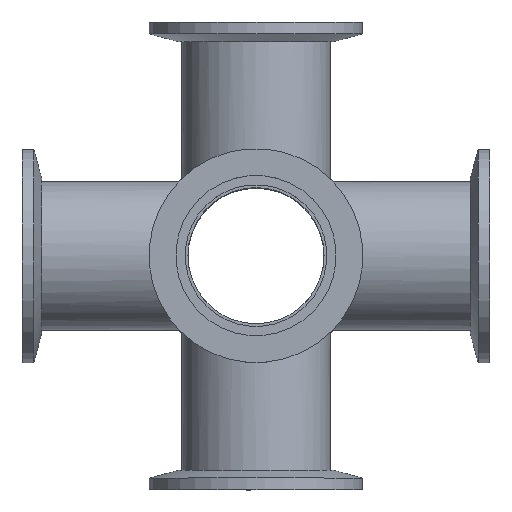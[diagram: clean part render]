
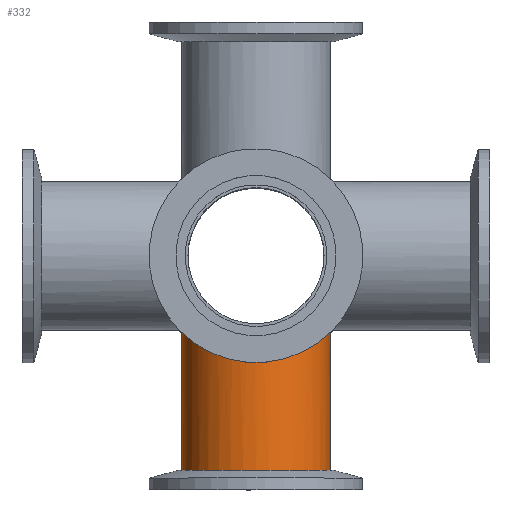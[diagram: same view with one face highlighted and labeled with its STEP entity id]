
A CAD part, top view. The second image highlights one B-rep face of the part: STEP entity #332.
In plain terms, the highlighted cylindrical face has radius 19.05 mm (diameter 38.1 mm), a full revolution.
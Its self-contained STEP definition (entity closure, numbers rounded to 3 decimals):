
#73=CIRCLE('',#409,19.05);
#93=CYLINDRICAL_SURFACE('',#408,19.05);
#101=FACE_OUTER_BOUND('',#117,.T.);
#117=EDGE_LOOP('',(#249,#250,#251,#252,#253,#254,#255,#256));
#140=LINE('',#619,#151);
#151=VECTOR('',#487,19.05);
#158=ELLIPSE('',#401,26.941,19.05);
#160=ELLIPSE('',#404,26.941,19.05);
#163=ELLIPSE('',#407,26.941,19.05);
#164=ELLIPSE('',#410,26.941,19.05);
#165=ELLIPSE('',#411,26.941,19.05);
#168=VERTEX_POINT('',#595);
#169=VERTEX_POINT('',#596);
#172=VERTEX_POINT('',#604);
#173=VERTEX_POINT('',#605);
#177=VERTEX_POINT('',#613);
#178=VERTEX_POINT('',#617);
#198=EDGE_CURVE('',#168,#169,#158,.T.);
#202=EDGE_CURVE('',#172,#173,#160,.T.);
#207=EDGE_CURVE('',#173,#177,#163,.T.);
#208=EDGE_CURVE('',#178,#178,#73,.T.);
#209=EDGE_CURVE('',#178,#173,#140,.T.);
#210=EDGE_CURVE('',#177,#168,#164,.T.);
#211=EDGE_CURVE('',#169,#172,#165,.T.);
#249=ORIENTED_EDGE('',*,*,#208,.F.);
#250=ORIENTED_EDGE('',*,*,#209,.T.);
#251=ORIENTED_EDGE('',*,*,#207,.T.);
#252=ORIENTED_EDGE('',*,*,#210,.T.);
#253=ORIENTED_EDGE('',*,*,#198,.T.);
#254=ORIENTED_EDGE('',*,*,#211,.T.);
#255=ORIENTED_EDGE('',*,*,#202,.T.);
#256=ORIENTED_EDGE('',*,*,#209,.F.);
#332=ADVANCED_FACE('',(#101),#93,.T.);
#401=AXIS2_PLACEMENT_3D('',#597,#465,#466);
#404=AXIS2_PLACEMENT_3D('',#606,#473,#474);
#407=AXIS2_PLACEMENT_3D('',#615,#481,#482);
#408=AXIS2_PLACEMENT_3D('',#616,#483,#484);
#409=AXIS2_PLACEMENT_3D('',#618,#485,#486);
#410=AXIS2_PLACEMENT_3D('',#620,#488,#489);
#411=AXIS2_PLACEMENT_3D('',#621,#490,#491);
#465=DIRECTION('center_axis',(0.707,0.,-0.707));
#466=DIRECTION('ref_axis',(-0.707,0.,-0.707));
#473=DIRECTION('center_axis',(-0.707,0.,
-0.707));
#474=DIRECTION('ref_axis',(-0.707,0.,0.707));
#481=DIRECTION('center_axis',(-0.707,0.,
-0.707));
#482=DIRECTION('ref_axis',(-0.707,0.,0.707));
#483=DIRECTION('center_axis',(0.,0.,-1.));
#484=DIRECTION('ref_axis',(-1.,0.,0.));
#485=DIRECTION('center_axis',(0.,0.,-1.));
#486=DIRECTION('ref_axis',(-1.,0.,0.));
#487=DIRECTION('',(0.,0.,1.));
#488=DIRECTION('center_axis',(0.,0.707,-0.707));
#489=DIRECTION('ref_axis',(0.,0.707,0.707));
#490=DIRECTION('center_axis',(0.,-0.707,
-0.707));
#491=DIRECTION('ref_axis',(0.,0.707,-0.707));
#595=CARTESIAN_POINT('',(-13.47,-13.47,-13.47));
#596=CARTESIAN_POINT('',(-13.47,13.47,-13.47));
#597=CARTESIAN_POINT('Origin',(0.,0.,0.));
#604=CARTESIAN_POINT('',(13.47,13.47,-13.47));
#605=CARTESIAN_POINT('',(19.05,0.,-19.05));
#606=CARTESIAN_POINT('Origin',(0.,0.,0.));
#613=CARTESIAN_POINT('',(13.47,-13.47,-13.47));
#615=CARTESIAN_POINT('Origin',(0.,0.,0.));
#616=CARTESIAN_POINT('Origin',(0.,0.,0.));
#617=CARTESIAN_POINT('',(19.05,0.,-56.3));
#618=CARTESIAN_POINT('Origin',(0.,0.,-56.3));
#619=CARTESIAN_POINT('',(19.05,0.,0.));
#620=CARTESIAN_POINT('Origin',(0.,0.,0.));
#621=CARTESIAN_POINT('Origin',(0.,0.,0.));
